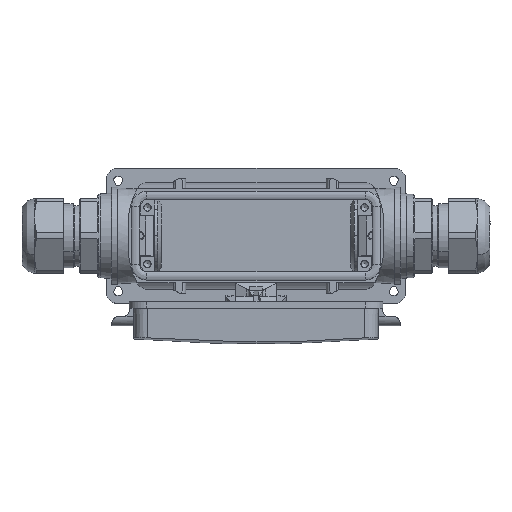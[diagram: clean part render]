
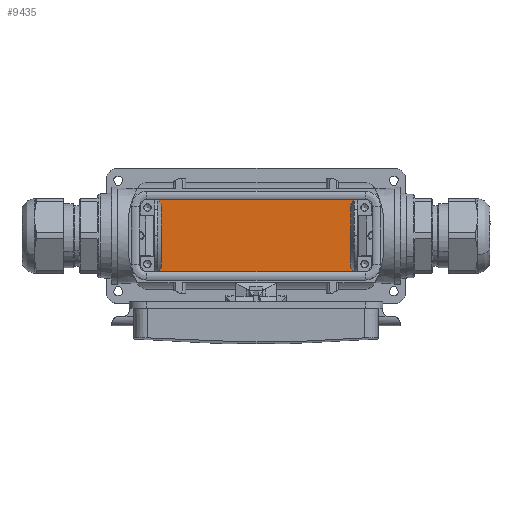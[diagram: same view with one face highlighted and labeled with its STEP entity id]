
A CAD part, top view. The second image highlights one B-rep face of the part: STEP entity #9435.
In plain terms, the highlighted planar face has unit normal (0, 0, 1).
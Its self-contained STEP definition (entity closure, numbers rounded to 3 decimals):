
#6099=PLANE('',#22873);
#6952=LINE('',#30207,#8334);
#6972=LINE('',#30247,#8354);
#7123=LINE('',#30793,#8505);
#7127=LINE('',#30816,#8509);
#8334=VECTOR('',#25051,1.);
#8354=VECTOR('',#25075,1.);
#8505=VECTOR('',#25464,1.);
#8509=VECTOR('',#25486,1.);
#9435=ADVANCED_FACE('',(#10252),#6099,.F.);
#10252=FACE_OUTER_BOUND('',#11047,.T.);
#11047=EDGE_LOOP('',(#13452,#13453,#13454,#13455));
#13452=ORIENTED_EDGE('',*,*,#19484,.F.);
#13453=ORIENTED_EDGE('',*,*,#19242,.T.);
#13454=ORIENTED_EDGE('',*,*,#19496,.F.);
#13455=ORIENTED_EDGE('',*,*,#19222,.F.);
#17220=VERTEX_POINT('',#30193);
#17227=VERTEX_POINT('',#30206);
#17239=VERTEX_POINT('',#30234);
#17245=VERTEX_POINT('',#30246);
#19222=EDGE_CURVE('',#17227,#17220,#6952,.T.);
#19242=EDGE_CURVE('',#17239,#17245,#6972,.T.);
#19484=EDGE_CURVE('',#17239,#17227,#7123,.T.);
#19496=EDGE_CURVE('',#17220,#17245,#7127,.T.);
#22873=AXIS2_PLACEMENT_3D('',#30876,#25520,#25521);
#25051=DIRECTION('',(-1.,0.,0.));
#25075=DIRECTION('',(-1.,0.,0.));
#25464=DIRECTION('',(0.,-1.,0.));
#25486=DIRECTION('',(0.,1.,0.));
#25520=DIRECTION('',(0.,0.,-1.));
#25521=DIRECTION('',(-1.,0.,0.));
#30193=CARTESIAN_POINT('',(-48.488,-17.392,-70.2));
#30206=CARTESIAN_POINT('',(48.488,-17.392,-70.2));
#30207=CARTESIAN_POINT('',(0.,-17.392,-70.2));
#30234=CARTESIAN_POINT('',(48.488,17.392,-70.2));
#30246=CARTESIAN_POINT('',(-48.488,17.392,-70.2));
#30247=CARTESIAN_POINT('',(-51.675,17.392,-70.2));
#30793=CARTESIAN_POINT('',(48.488,0.,-70.2));
#30816=CARTESIAN_POINT('',(-48.488,-13.649,-70.2));
#30876=CARTESIAN_POINT('',(0.,0.,-70.2));
